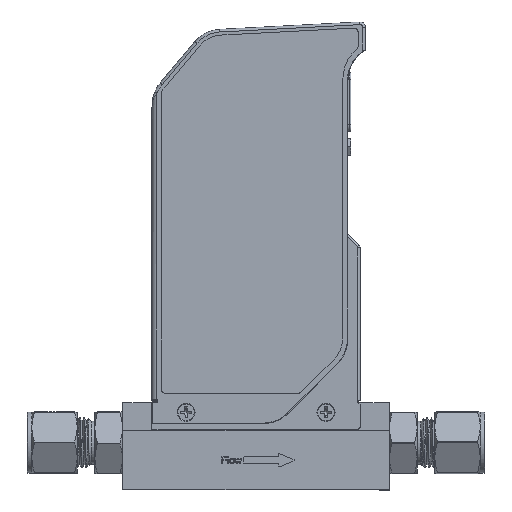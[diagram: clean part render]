
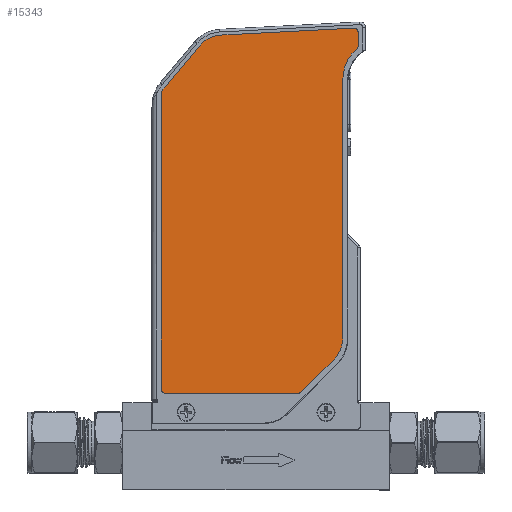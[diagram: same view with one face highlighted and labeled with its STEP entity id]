
A CAD part, front view. The second image highlights one B-rep face of the part: STEP entity #15343.
In plain terms, the highlighted planar face has unit normal (0, -1, 0).
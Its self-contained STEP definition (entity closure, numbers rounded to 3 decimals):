
#876=PLANE('',#18937);
#2072=LINE('',#28919,#2969);
#2077=LINE('',#28937,#2974);
#2080=LINE('',#28943,#2977);
#2085=LINE('',#28961,#2982);
#2090=LINE('',#28979,#2987);
#2093=LINE('',#28985,#2990);
#2096=LINE('',#28994,#2993);
#2969=VECTOR('',#22345,1000.);
#2974=VECTOR('',#22364,1000.);
#2977=VECTOR('',#22369,1000.);
#2982=VECTOR('',#22388,1000.);
#2987=VECTOR('',#22407,1000.);
#2990=VECTOR('',#22412,1000.);
#2993=VECTOR('',#22423,1000.);
#6437=ORIENTED_EDGE('',*,*,#9401,.T.);
#6438=ORIENTED_EDGE('',*,*,#9407,.T.);
#6439=ORIENTED_EDGE('',*,*,#9404,.T.);
#6440=ORIENTED_EDGE('',*,*,#9398,.T.);
#6441=ORIENTED_EDGE('',*,*,#9392,.T.);
#6442=ORIENTED_EDGE('',*,*,#9386,.T.);
#6443=ORIENTED_EDGE('',*,*,#9380,.T.);
#6444=ORIENTED_EDGE('',*,*,#9374,.T.);
#6445=ORIENTED_EDGE('',*,*,#9367,.T.);
#6446=ORIENTED_EDGE('',*,*,#9409,.T.);
#6447=ORIENTED_EDGE('',*,*,#9363,.T.);
#6448=ORIENTED_EDGE('',*,*,#9371,.T.);
#6449=ORIENTED_EDGE('',*,*,#9377,.T.);
#6450=ORIENTED_EDGE('',*,*,#9383,.T.);
#6451=ORIENTED_EDGE('',*,*,#9389,.T.);
#6452=ORIENTED_EDGE('',*,*,#9395,.T.);
#9363=EDGE_CURVE('',#11081,#11082,#12106,.T.);
#9367=EDGE_CURVE('',#11085,#11086,#12108,.T.);
#9371=EDGE_CURVE('',#11082,#11089,#2072,.T.);
#9374=EDGE_CURVE('',#11091,#11085,#12110,.F.);
#9377=EDGE_CURVE('',#11089,#11093,#12112,.T.);
#9380=EDGE_CURVE('',#11095,#11091,#2077,.T.);
#9383=EDGE_CURVE('',#11093,#11097,#2080,.T.);
#9386=EDGE_CURVE('',#11099,#11095,#12114,.T.);
#9389=EDGE_CURVE('',#11097,#11101,#12116,.T.);
#9392=EDGE_CURVE('',#11103,#11099,#2085,.T.);
#9395=EDGE_CURVE('',#11101,#11105,#12118,.T.);
#9398=EDGE_CURVE('',#11107,#11103,#12120,.T.);
#9401=EDGE_CURVE('',#11105,#11109,#2090,.T.);
#9404=EDGE_CURVE('',#11111,#11107,#2093,.T.);
#9407=EDGE_CURVE('',#11109,#11111,#12122,.T.);
#9409=EDGE_CURVE('',#11086,#11081,#2096,.T.);
#11081=VERTEX_POINT('',#28902);
#11082=VERTEX_POINT('',#28903);
#11085=VERTEX_POINT('',#28911);
#11086=VERTEX_POINT('',#28912);
#11089=VERTEX_POINT('',#28920);
#11091=VERTEX_POINT('',#28926);
#11093=VERTEX_POINT('',#28932);
#11095=VERTEX_POINT('',#28938);
#11097=VERTEX_POINT('',#28944);
#11099=VERTEX_POINT('',#28950);
#11101=VERTEX_POINT('',#28956);
#11103=VERTEX_POINT('',#28962);
#11105=VERTEX_POINT('',#28968);
#11107=VERTEX_POINT('',#28974);
#11109=VERTEX_POINT('',#28980);
#11111=VERTEX_POINT('',#28986);
#12106=CIRCLE('',#18904,1.27);
#12108=CIRCLE('',#18907,1.27);
#12110=CIRCLE('',#18911,11.397);
#12112=CIRCLE('',#18914,7.968);
#12114=CIRCLE('',#18919,8.603);
#12116=CIRCLE('',#18922,7.968);
#12118=CIRCLE('',#18926,1.27);
#12120=CIRCLE('',#18929,1.27);
#12122=CIRCLE('',#18934,1.27);
#13093=EDGE_LOOP('',(#6437,#6438,#6439,#6440,#6441,#6442,#6443,#6444,#6445,
#6446,#6447,#6448,#6449,#6450,#6451,#6452));
#14259=FACE_BOUND('',#13093,.T.);
#15343=ADVANCED_FACE('',(#14259),#876,.T.);
#18904=AXIS2_PLACEMENT_3D('',#28901,#22329,#22330);
#18907=AXIS2_PLACEMENT_3D('',#28910,#22337,#22338);
#18911=AXIS2_PLACEMENT_3D('',#28925,#22350,#22351);
#18914=AXIS2_PLACEMENT_3D('',#28931,#22357,#22358);
#18919=AXIS2_PLACEMENT_3D('',#28949,#22374,#22375);
#18922=AXIS2_PLACEMENT_3D('',#28955,#22381,#22382);
#18926=AXIS2_PLACEMENT_3D('',#28967,#22393,#22394);
#18929=AXIS2_PLACEMENT_3D('',#28973,#22400,#22401);
#18934=AXIS2_PLACEMENT_3D('',#28991,#22417,#22418);
#18937=AXIS2_PLACEMENT_3D('',#28996,#22425,#22426);
#22329=DIRECTION('',(0.,-1.,0.));
#22330=DIRECTION('',(0.,0.,-1.));
#22337=DIRECTION('',(0.,-1.,0.));
#22338=DIRECTION('',(0.,0.,-1.));
#22345=DIRECTION('',(-0.999,0.,-0.052));
#22350=DIRECTION('',(0.,-1.,0.));
#22351=DIRECTION('',(0.,0.,-1.));
#22357=DIRECTION('',(0.,-1.,0.));
#22358=DIRECTION('',(0.,0.,-1.));
#22364=DIRECTION('',(0.,0.,1.));
#22369=DIRECTION('',(-0.645,0.,-0.764));
#22374=DIRECTION('',(0.,-1.,0.));
#22375=DIRECTION('',(0.,0.,-1.));
#22381=DIRECTION('',(0.,-1.,0.));
#22382=DIRECTION('',(0.,0.,-1.));
#22388=DIRECTION('',(0.707,0.,0.707));
#22393=DIRECTION('',(0.,-1.,0.));
#22394=DIRECTION('',(0.,0.,-1.));
#22400=DIRECTION('',(0.,-1.,0.));
#22401=DIRECTION('',(0.,0.,-1.));
#22407=DIRECTION('',(0.,0.,-1.));
#22412=DIRECTION('',(1.,0.,0.));
#22417=DIRECTION('',(0.,-1.,0.));
#22418=DIRECTION('',(0.,0.,-1.));
#22423=DIRECTION('',(0.,0.,1.));
#22425=DIRECTION('',(0.,-1.,0.));
#22426=DIRECTION('',(0.,0.,-1.));
#28901=CARTESIAN_POINT('',(20.548,-0.107,58.284));
#28902=CARTESIAN_POINT('',(21.818,-0.107,58.284));
#28903=CARTESIAN_POINT('',(20.482,-0.107,59.552));
#28910=CARTESIAN_POINT('',(20.548,-0.107,54.537));
#28911=CARTESIAN_POINT('',(21.381,-0.107,53.578));
#28912=CARTESIAN_POINT('',(21.818,-0.107,54.537));
#28919=CARTESIAN_POINT('',(-17.666,-0.107,57.553));
#28920=CARTESIAN_POINT('',(-17.666,-0.107,57.553));
#28925=CARTESIAN_POINT('',(28.852,-0.107,44.972));
#28926=CARTESIAN_POINT('',(17.455,-0.107,44.972));
#28931=CARTESIAN_POINT('',(-17.249,-0.107,49.596));
#28932=CARTESIAN_POINT('',(-23.34,-0.107,54.733));
#28937=CARTESIAN_POINT('',(17.455,-0.107,44.972));
#28938=CARTESIAN_POINT('',(17.455,-0.107,-28.956));
#28943=CARTESIAN_POINT('',(-33.229,-0.107,43.01));
#28944=CARTESIAN_POINT('',(-33.229,-0.107,43.01));
#28949=CARTESIAN_POINT('',(8.852,-0.107,-28.956));
#28950=CARTESIAN_POINT('',(14.935,-0.107,-35.039));
#28955=CARTESIAN_POINT('',(-27.139,-0.107,37.872));
#28956=CARTESIAN_POINT('',(-34.321,-0.107,41.322));
#28961=CARTESIAN_POINT('',(14.935,-0.107,-35.039));
#28962=CARTESIAN_POINT('',(5.471,-0.107,-44.503));
#28967=CARTESIAN_POINT('',(-33.176,-0.107,40.772));
#28968=CARTESIAN_POINT('',(-34.446,-0.107,40.772));
#28973=CARTESIAN_POINT('',(4.573,-0.107,-43.605));
#28974=CARTESIAN_POINT('',(4.573,-0.107,-44.875));
#28979=CARTESIAN_POINT('',(-34.446,-0.107,-43.605));
#28980=CARTESIAN_POINT('',(-34.446,-0.107,-43.605));
#28985=CARTESIAN_POINT('',(4.573,-0.107,-44.875));
#28986=CARTESIAN_POINT('',(-33.176,-0.107,-44.875));
#28991=CARTESIAN_POINT('',(-33.176,-0.107,-43.605));
#28994=CARTESIAN_POINT('',(21.818,-0.107,58.284));
#28996=CARTESIAN_POINT('',(-27.139,-0.107,37.872));
